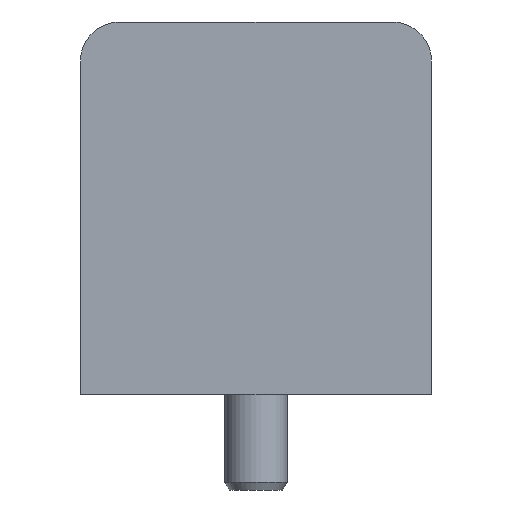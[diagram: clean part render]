
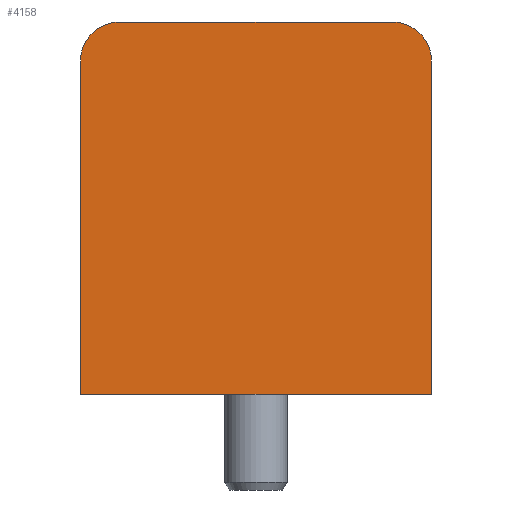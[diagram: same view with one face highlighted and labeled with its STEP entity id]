
A CAD part, left-side view. The second image highlights one B-rep face of the part: STEP entity #4158.
In plain terms, the highlighted planar face has unit normal (-1, 0, 0).
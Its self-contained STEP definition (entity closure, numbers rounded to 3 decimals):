
#105 = EDGE_CURVE ( 'NONE', #1481, #11105, #25739, .T. ) ;
#303 = CARTESIAN_POINT ( 'NONE',  ( -5.8, -22.5, 17.5 ) ) ;
#823 = DIRECTION ( 'NONE',  ( 0., 0., 1. ) ) ;
#1481 = VERTEX_POINT ( 'NONE', #3687 ) ;
#2493 = VERTEX_POINT ( 'NONE', #7774 ) ;
#3023 = EDGE_CURVE ( 'NONE', #1481, #2493, #24788, .T. ) ;
#3687 = CARTESIAN_POINT ( 'NONE',  ( -5.8, 17.5, 22.5 ) ) ;
#4158 = ADVANCED_FACE ( 'NONE', ( #25985 ), #5687, .T. ) ;
#5337 = EDGE_CURVE ( 'NONE', #11834, #2493, #24728, .T. ) ;
#5687 = PLANE ( 'NONE',  #32670 ) ;
#5968 = CARTESIAN_POINT ( 'NONE',  ( -5.8, -22.5, -25.213 ) ) ;
#6235 = VERTEX_POINT ( 'NONE', #5968 ) ;
#6377 = VERTEX_POINT ( 'NONE', #303 ) ;
#7233 = CARTESIAN_POINT ( 'NONE',  ( -5.8, 17.5, 17.5 ) ) ;
#7387 = CARTESIAN_POINT ( 'NONE',  ( -5.8, -17.5, 17.5 ) ) ;
#7774 = CARTESIAN_POINT ( 'NONE',  ( -5.8, 22.5, 17.5 ) ) ;
#8034 = DIRECTION ( 'NONE',  ( 0., 1., 0. ) ) ;
#9766 = DIRECTION ( 'NONE',  ( 0., 0., 1. ) ) ;
#10438 = DIRECTION ( 'NONE',  ( 0., -1., 0. ) ) ;
#10600 = EDGE_CURVE ( 'NONE', #6377, #11105, #24054, .T. ) ;
#10609 = ORIENTED_EDGE ( 'NONE', *, *, #10600, .T. ) ;
#10768 = ORIENTED_EDGE ( 'NONE', *, *, #3023, .T. ) ;
#10777 = VECTOR ( 'NONE', #10438, 1000. ) ;
#11105 = VERTEX_POINT ( 'NONE', #12635 ) ;
#11690 = EDGE_LOOP ( 'NONE', ( #28269, #22958, #10609, #31519, #10768, #30409 ) ) ;
#11834 = VERTEX_POINT ( 'NONE', #30147 ) ;
#12242 = DIRECTION ( 'NONE',  ( 0., 0., 1. ) ) ;
#12635 = CARTESIAN_POINT ( 'NONE',  ( -5.8, -17.5, 22.5 ) ) ;
#13112 = CARTESIAN_POINT ( 'NONE',  ( -5.8, -22.5, -25.213 ) ) ;
#16786 = CARTESIAN_POINT ( 'NONE',  ( -5.8, 22.5, 22.5 ) ) ;
#17966 = VECTOR ( 'NONE', #21693, 1000. ) ;
#18242 = EDGE_CURVE ( 'NONE', #6235, #11834, #27110, .T. ) ;
#19080 = CARTESIAN_POINT ( 'NONE',  ( -5.8, -22.5, -22.5 ) ) ;
#20458 = CARTESIAN_POINT ( 'NONE',  ( -5.8, -22.5, 22.5 ) ) ;
#20996 = CARTESIAN_POINT ( 'NONE',  ( -5.8, 0., 0. ) ) ;
#21040 = AXIS2_PLACEMENT_3D ( 'NONE', #7233, #32459, #9766 ) ;
#21693 = DIRECTION ( 'NONE',  ( 0., 0., -1. ) ) ;
#22958 = ORIENTED_EDGE ( 'NONE', *, *, #29875, .F. ) ;
#24054 = CIRCLE ( 'NONE', #28550, 5. ) ;
#24193 = DIRECTION ( 'NONE',  ( -1., 0., 0. ) ) ;
#24720 = VECTOR ( 'NONE', #8034, 1000. ) ;
#24728 = LINE ( 'NONE', #16786, #27118 ) ;
#24788 = CIRCLE ( 'NONE', #21040, 5. ) ;
#25739 = LINE ( 'NONE', #20458, #10777 ) ;
#25985 = FACE_OUTER_BOUND ( 'NONE', #11690, .T. ) ;
#27110 = LINE ( 'NONE', #13112, #24720 ) ;
#27118 = VECTOR ( 'NONE', #31881, 1000. ) ;
#28240 = DIRECTION ( 'NONE',  ( -1., 0., 0. ) ) ;
#28269 = ORIENTED_EDGE ( 'NONE', *, *, #18242, .F. ) ;
#28550 = AXIS2_PLACEMENT_3D ( 'NONE', #7387, #24193, #12242 ) ;
#29875 = EDGE_CURVE ( 'NONE', #6377, #6235, #30976, .T. ) ;
#30147 = CARTESIAN_POINT ( 'NONE',  ( -5.8, 22.5, -25.213 ) ) ;
#30409 = ORIENTED_EDGE ( 'NONE', *, *, #5337, .F. ) ;
#30976 = LINE ( 'NONE', #19080, #17966 ) ;
#31519 = ORIENTED_EDGE ( 'NONE', *, *, #105, .F. ) ;
#31881 = DIRECTION ( 'NONE',  ( 0., 0., 1. ) ) ;
#32459 = DIRECTION ( 'NONE',  ( -1., 0., 0. ) ) ;
#32670 = AXIS2_PLACEMENT_3D ( 'NONE', #20996, #28240, #823 ) ;
